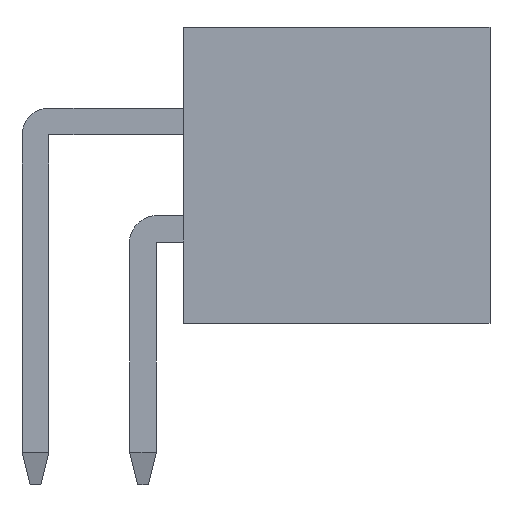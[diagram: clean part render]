
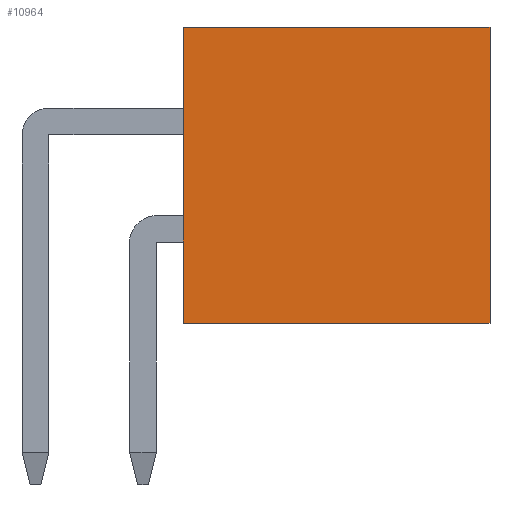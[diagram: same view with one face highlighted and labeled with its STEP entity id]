
A CAD part, front view. The second image highlights one B-rep face of the part: STEP entity #10964.
In plain terms, the highlighted face is planar.
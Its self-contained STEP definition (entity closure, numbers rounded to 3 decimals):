
#663=ORIENTED_EDGE('',*,*,#2698,.F.);
#664=ORIENTED_EDGE('',*,*,#2699,.F.);
#665=ORIENTED_EDGE('',*,*,#2700,.T.);
#666=ORIENTED_EDGE('',*,*,#2701,.T.);
#2698=EDGE_CURVE('',#3692,#3693,#4484,.T.);
#2699=EDGE_CURVE('',#3694,#3692,#4485,.T.);
#2700=EDGE_CURVE('',#3694,#3695,#4486,.T.);
#2701=EDGE_CURVE('',#3695,#3693,#4487,.T.);
#3692=VERTEX_POINT('',#14697);
#3693=VERTEX_POINT('',#14698);
#3694=VERTEX_POINT('',#14700);
#3695=VERTEX_POINT('',#14702);
#4484=LINE('',#14696,#5562);
#4485=LINE('',#14699,#5563);
#4486=LINE('',#14701,#5564);
#4487=LINE('',#14703,#5565);
#5562=VECTOR('',#12466,1000.);
#5563=VECTOR('',#12467,1000.);
#5564=VECTOR('',#12468,1000.);
#5565=VECTOR('',#12469,1000.);
#6362=EDGE_LOOP('',(#663,#664,#665,#666));
#6848=FACE_BOUND('',#6362,.T.);
#7320=PLANE('',#11428);
#10964=ADVANCED_FACE('',(#6848),#7320,.T.);
#11428=AXIS2_PLACEMENT_3D('',#14695,#12464,#12465);
#12464=DIRECTION('',(1.,0.,0.));
#12465=DIRECTION('',(0.,0.,-1.));
#12466=DIRECTION('',(0.,0.,-1.));
#12467=DIRECTION('',(0.,1.,0.));
#12468=DIRECTION('',(0.,0.,-1.));
#12469=DIRECTION('',(0.,1.,0.));
#14695=CARTESIAN_POINT('',(10.625,-2.75,2.85));
#14696=CARTESIAN_POINT('',(10.625,2.75,2.85));
#14697=CARTESIAN_POINT('',(10.625,2.75,2.85));
#14698=CARTESIAN_POINT('',(10.625,2.75,-2.85));
#14699=CARTESIAN_POINT('',(10.625,-2.75,2.85));
#14700=CARTESIAN_POINT('',(10.625,-2.75,2.85));
#14701=CARTESIAN_POINT('',(10.625,-2.75,2.85));
#14702=CARTESIAN_POINT('',(10.625,-2.75,-2.85));
#14703=CARTESIAN_POINT('',(10.625,-2.75,-2.85));
